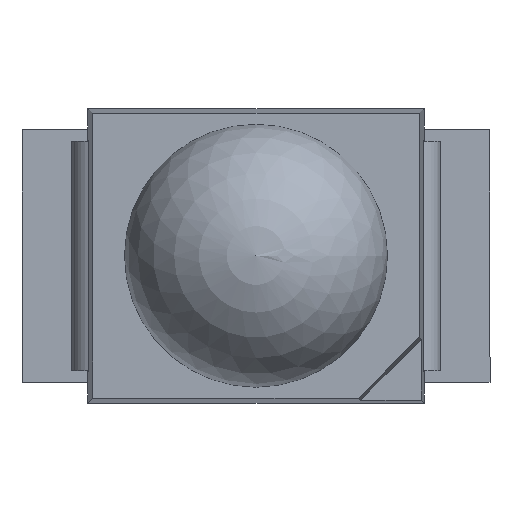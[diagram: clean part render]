
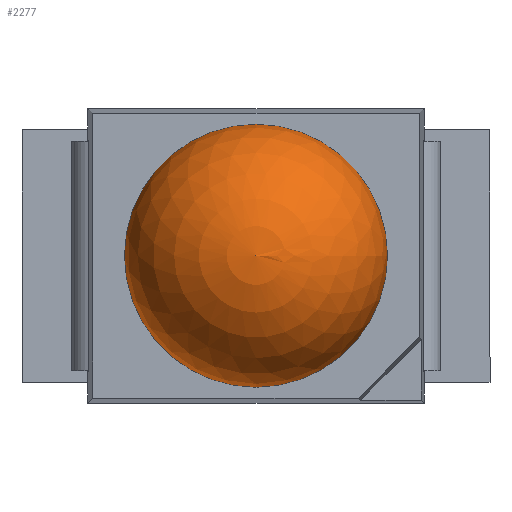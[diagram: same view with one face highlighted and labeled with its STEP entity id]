
A CAD part, top view. The second image highlights one B-rep face of the part: STEP entity #2277.
In plain terms, the highlighted spherical face has radius 1.25 mm.
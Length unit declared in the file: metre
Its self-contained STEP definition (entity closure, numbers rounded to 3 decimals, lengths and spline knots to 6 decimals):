
#39=SPHERICAL_SURFACE('',#3242,0.00125);
#62=CIRCLE('',#3241,0.00125);
#204=ORIENTED_EDGE('',*,*,#840,.T.);
#840=EDGE_CURVE('',#1163,#1163,#62,.T.);
#1163=VERTEX_POINT('',#4084);
#1906=EDGE_LOOP('',(#204));
#2042=FACE_BOUND('',#1906,.T.);
#2277=ADVANCED_FACE('',(#2042),#39,.T.);
#3241=AXIS2_PLACEMENT_3D('',#4083,#3461,#3462);
#3242=AXIS2_PLACEMENT_3D('',#4085,#3463,#3464);
#3461=DIRECTION('',(0.,0.,1.));
#3462=DIRECTION('',(1.,0.,0.));
#3463=DIRECTION('',(0.,0.,1.));
#3464=DIRECTION('',(1.,0.,0.));
#4083=CARTESIAN_POINT('',(0.,0.,0.00005));
#4084=CARTESIAN_POINT('',(0.00125,0.,0.00005));
#4085=CARTESIAN_POINT('',(0.,0.,0.00005));
